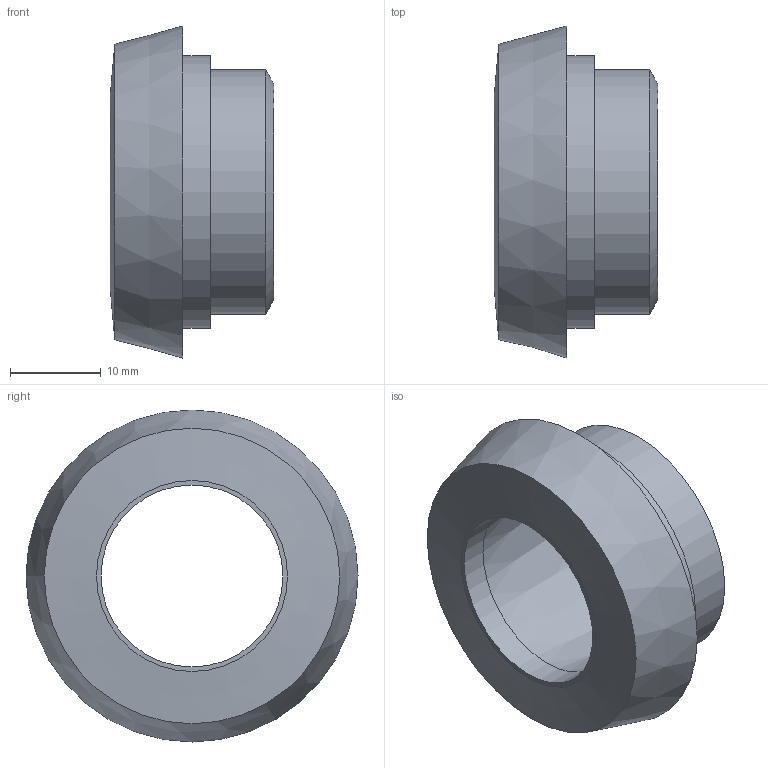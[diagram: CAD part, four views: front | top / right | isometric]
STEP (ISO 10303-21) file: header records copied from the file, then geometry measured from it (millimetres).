
FILE_DESCRIPTION((''),'2;1');
FILE_NAME('11408020x.stp','2010-08-03T13:50:41',('thilbrands'),(''),'Autodesk Inventor 2008','Autodesk Inventor 2008','');
FILE_SCHEMA(('AUTOMOTIVE_DESIGN { 1 0 10303 214 1 1 1 1 }'));
Length unit declared in the file: millimetre
Products named in the file (1): 114080101
Bounding box: 18 x 36.5 x 36.5 mm (x, y, z)
Volume: 6754 mm3; surface area: 4004.8 mm2
Topology: 1 solids, 1 shells, 10 faces, 18 edges, 11 vertices
Faces by surface type: cone 4, plane 3, cylinder 3
Full cylindrical faces by diameter (mm): 20 x1, 26.9 x1, 30 x1
Entity records: 234 total; most frequent: DIRECTION 42, CARTESIAN_POINT 31, AXIS2_PLACEMENT_3D 21, ORIENTED_EDGE 20, EDGE_LOOP 20, VERTEX_POINT 10, CIRCLE 10, EDGE_CURVE 10
